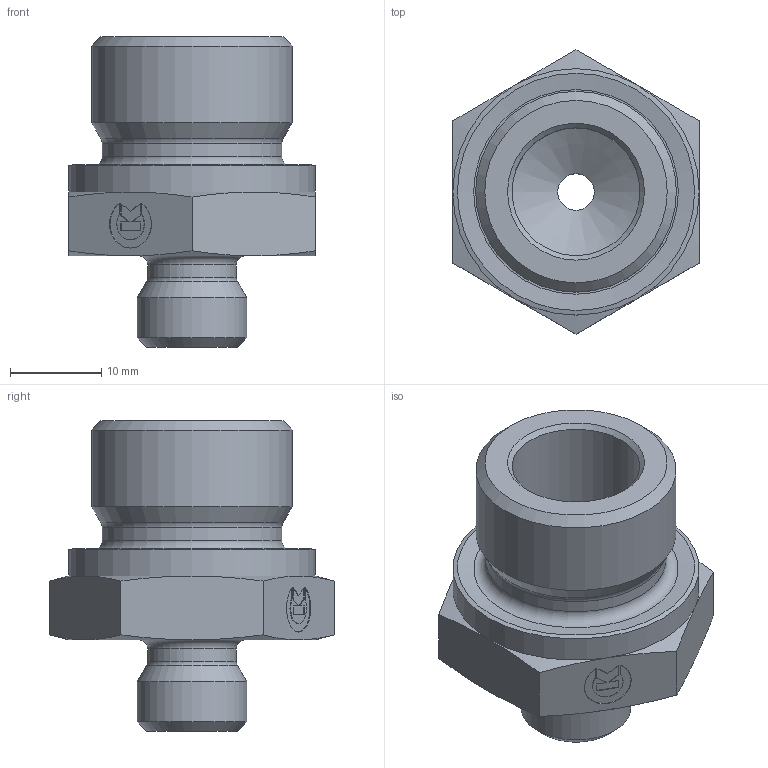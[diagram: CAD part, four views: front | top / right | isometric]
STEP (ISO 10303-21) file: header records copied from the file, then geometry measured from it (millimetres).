
FILE_DESCRIPTION((''),'2;1');
FILE_NAME('054062212.stp','2014-08-07T10:43:26',(''),('KNOMI spol. s r. o.'),'Autodesk Inventor 2012','Autodesk Inventor 2012','');
FILE_SCHEMA(('AUTOMOTIVE_DESIGN { 1 2 10303 214 0 1 1 1 }'));
Length unit declared in the file: millimetre
Products named in the file (1): PHBM2  6LM12 M22/M12
Bounding box: 27 x 31.18 x 34 mm (x, y, z)
Volume: 8776.8 mm3; surface area: 4463.2 mm2
Topology: 1 solids, 1 shells, 77 faces, 182 edges, 113 vertices
Faces by surface type: plane 40, cone 21, cylinder 12, torus 4
Full cylindrical faces by diameter (mm): 4 x1, 6 x1, 9.7 x1, 12 x1, 14 x1, 19.7 x1, 22 x1, 27 x1
Entity records: 2038 total; most frequent: CARTESIAN_POINT 390, DIRECTION 332, ORIENTED_EDGE 312, EDGE_CURVE 156, AXIS2_PLACEMENT_3D 122, VERTEX_POINT 108, EDGE_LOOP 106, VECTOR 88
